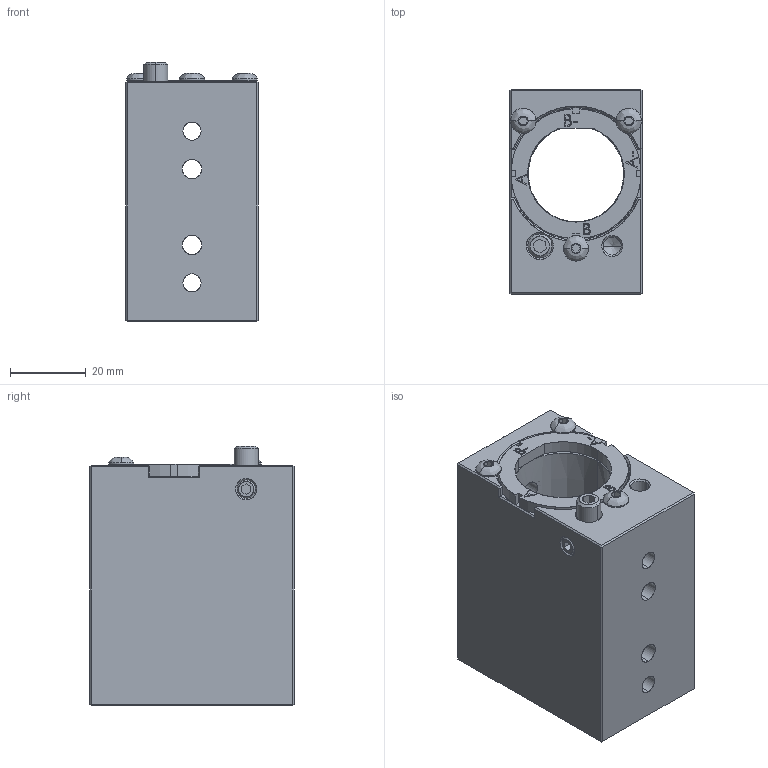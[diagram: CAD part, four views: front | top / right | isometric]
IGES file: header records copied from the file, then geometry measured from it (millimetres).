
Start section: SolidWorks IGES file using analytic representation for surfaces
Global section: file name: PB204-1.25.IGS; native system: SolidWorks 2007; preprocessor: SolidWorks 2007; author: tmiller; date: 080913.140250; units: inch
Bounding box: 34.92 x 53.98 x 68.5 mm (x, y, z)
Surface area: 24372 mm2 (no closed solid volume)
Topology: 0 solids, 0 shells, 414 faces, 3122 edges, 3114 vertices
Faces by surface type: revolution 211, bspline 203
